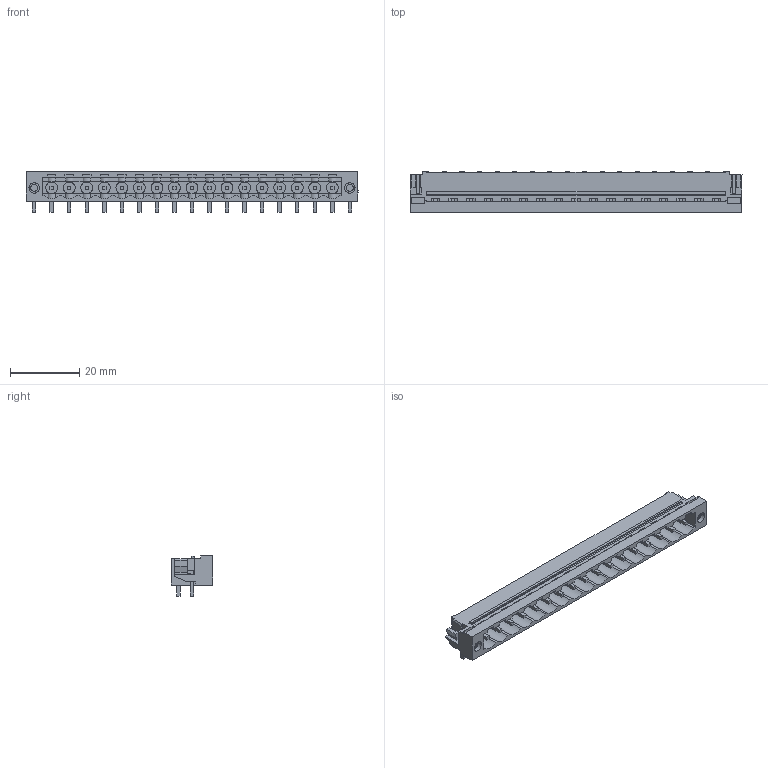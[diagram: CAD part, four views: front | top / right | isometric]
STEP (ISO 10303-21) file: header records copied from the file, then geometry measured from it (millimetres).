
FILE_DESCRIPTION(('CATIA V5R22 STEP214','CAx-IF Rec.Pracs.--- Model Styling and Organization---1.4--- 2014-01-23'),'2;1');
FILE_NAME ('D1456974_1_1837780000_1837780000.stp','2023-05-11T06:55:10+00:00',('none'),('Weidmueller'),'CATIA Version 5-6 Release 2016 SP3 HF44','CATIA V5 STEP AP214','none');
FILE_SCHEMA(('AUTOMOTIVE_DESIGN { 1 0 10303 214 1 1 1 1 }'));
Length unit declared in the file: millimetre
Products named in the file (1): 1837780000
Bounding box: 96.16 x 12 x 11.63 mm (x, y, z)
Volume: 3716.8 mm3; surface area: 8410.1 mm2
Topology: 20 solids, 20 shells, 1065 faces, 3248 edges, 2142 vertices
Faces by surface type: plane 861, cylinder 168, extrusion 36
Entity records: 34344 total; most frequent: CARTESIAN_POINT 8048, ORIENTED_EDGE 6496, DIRECTION 3847, EDGE_CURVE 3248, VECTOR 2457, LINE 2421, VERTEX_POINT 2142, EDGE_LOOP 1128
